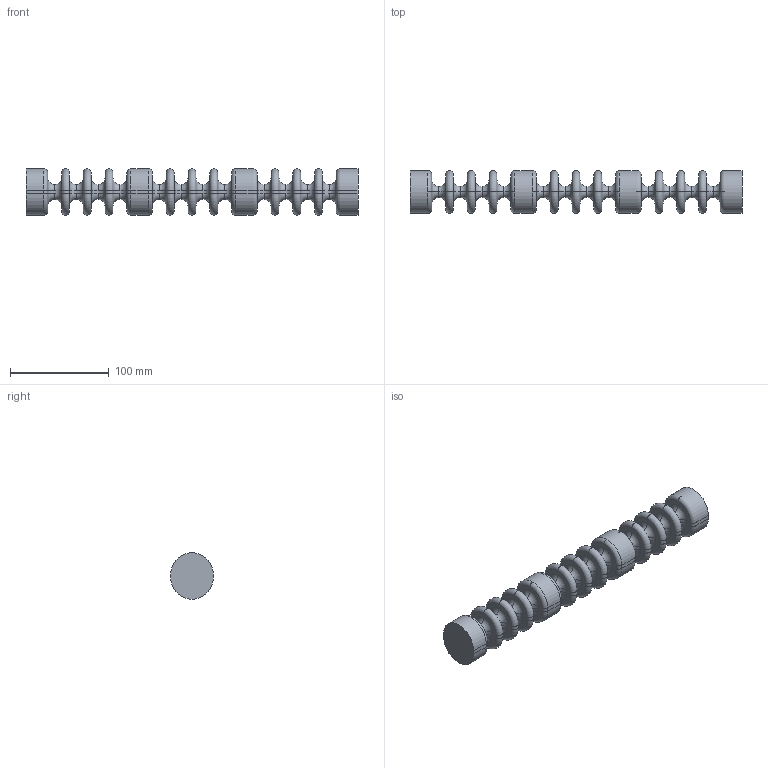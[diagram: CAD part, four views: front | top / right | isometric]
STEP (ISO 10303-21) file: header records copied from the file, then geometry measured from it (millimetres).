
FILE_DESCRIPTION (( 'STEP AP203' ), '1' );
FILE_NAME ('whole snake.STEP', '2023-09-19T03:09:03', ( '' ), ( '' ), 'SwSTEP 2.0', 'SolidWorks 2021', '' );
FILE_SCHEMA (( 'CONFIG_CONTROL_DESIGN' ));
Length unit declared in the file: millimetre
Products named in the file (1): whole snake
Bounding box: 336 x 43 x 47 mm (x, y, z)
Volume: 286098.6 mm3; surface area: 143723 mm2
Topology: 2 solids, 10 shells, 632 faces, 1646 edges, 1066 vertices
Faces by surface type: torus 416, plane 132, cylinder 84
Entity records: 20211 total; most frequent: DIRECTION 4246, CARTESIAN_POINT 3345, ORIENTED_EDGE 3292, AXIS2_PLACEMENT_3D 1967, EDGE_CURVE 1646, CIRCLE 1334, VERTEX_POINT 1066, EDGE_LOOP 664
